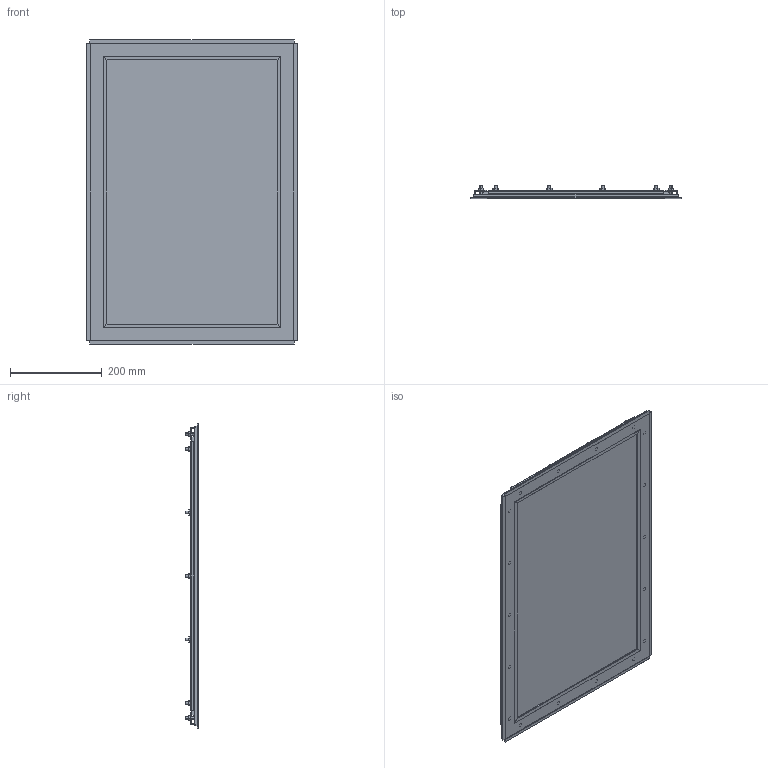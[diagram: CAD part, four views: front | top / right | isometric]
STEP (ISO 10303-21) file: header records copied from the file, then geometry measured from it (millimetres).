
FILE_DESCRIPTION (( 'STEP AP203' ), '1' );
FILE_NAME ('1481WN4SS2315_Default.step', '2019-11-12T17:34:03', ( '' ), ( '' ), 'SwSTEP 2.0', 'SolidWorks 2019', '' );
FILE_SCHEMA (( 'CONFIG_CONTROL_DESIGN' ));
Length unit declared in the file: inch
Products named in the file (1): 1481WN4SS2315_Default
Bounding box: 457.83 x 27.23 x 661.03 mm (x, y, z)
Volume: 2009188.9 mm3; surface area: 1019593.7 mm2
Topology: 43 solids, 43 shells, 488 faces, 1104 edges, 720 vertices
Faces by surface type: plane 312, cylinder 168, bspline 8
Entity records: 14183 total; most frequent: CARTESIAN_POINT 2801, DIRECTION 2370, ORIENTED_EDGE 2208, EDGE_CURVE 1104, AXIS2_PLACEMENT_3D 801, LINE 768, VECTOR 768, VERTEX_POINT 720
